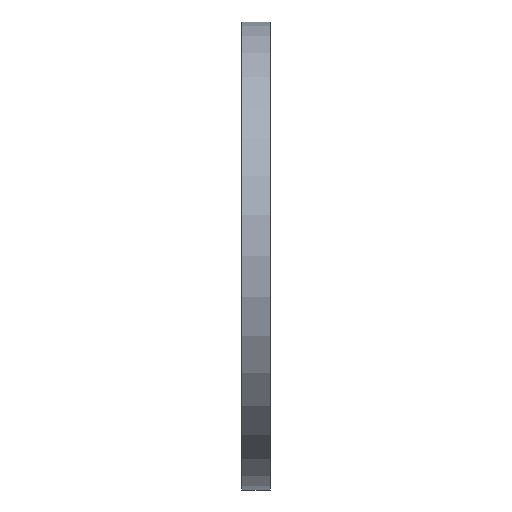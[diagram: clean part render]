
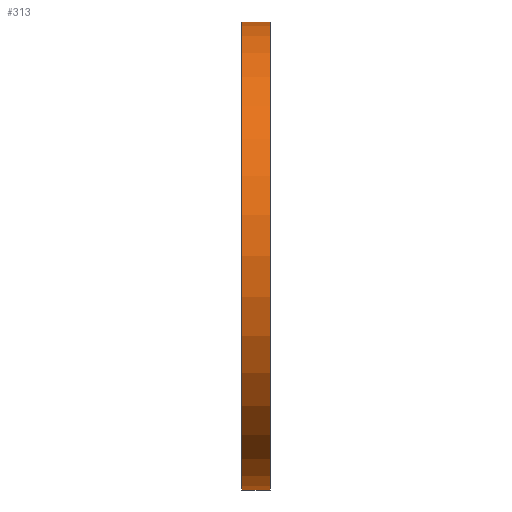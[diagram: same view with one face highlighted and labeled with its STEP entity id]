
A CAD part, front view. The second image highlights one B-rep face of the part: STEP entity #313.
In plain terms, the highlighted cylindrical face has radius 5.298 mm (diameter 10.596 mm), a partial arc.
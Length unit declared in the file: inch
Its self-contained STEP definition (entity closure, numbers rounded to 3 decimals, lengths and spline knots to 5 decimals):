
#37 = EDGE_CURVE ( 'NONE', #593, #110, #703, .T. ) ;
#42 = VECTOR ( 'NONE', #768, 39.37008 ) ;
#68 = DIRECTION ( 'NONE',  ( 0., 0., -1. ) ) ;
#97 = ORIENTED_EDGE ( 'NONE', *, *, #739, .F. ) ;
#110 = VERTEX_POINT ( 'NONE', #722 ) ;
#142 = AXIS2_PLACEMENT_3D ( 'NONE', #489, #423, #68 ) ;
#143 = ORIENTED_EDGE ( 'NONE', *, *, #37, .T. ) ;
#158 = CARTESIAN_POINT ( 'NONE',  ( 0.0125, -0.01041, 0.20859 ) ) ;
#161 = EDGE_LOOP ( 'NONE', ( #97, #249, #318, #143 ) ) ;
#173 = DIRECTION ( 'NONE',  ( 0., 0., -1. ) ) ;
#202 = LINE ( 'NONE', #158, #42 ) ;
#218 = EDGE_CURVE ( 'NONE', #353, #593, #202, .T. ) ;
#247 = CARTESIAN_POINT ( 'NONE',  ( 0.0125, -0.01041, -0.20859 ) ) ;
#249 = ORIENTED_EDGE ( 'NONE', *, *, #665, .F. ) ;
#267 = CYLINDRICAL_SURFACE ( 'NONE', #709, 0.20859 ) ;
#313 = ADVANCED_FACE ( 'NONE', ( #751 ), #267, .T. ) ;
#318 = ORIENTED_EDGE ( 'NONE', *, *, #218, .T. ) ;
#332 = VECTOR ( 'NONE', #415, 39.37008 ) ;
#339 = AXIS2_PLACEMENT_3D ( 'NONE', #480, #656, #173 ) ;
#353 = VERTEX_POINT ( 'NONE', #394 ) ;
#362 = CIRCLE ( 'NONE', #142, 0.20859 ) ;
#394 = CARTESIAN_POINT ( 'NONE',  ( 0.0125, -0.01041, 0.20859 ) ) ;
#397 = CARTESIAN_POINT ( 'NONE',  ( -0.0125, -0.01041, 0.20859 ) ) ;
#415 = DIRECTION ( 'NONE',  ( -1., 0., 0. ) ) ;
#423 = DIRECTION ( 'NONE',  ( 1., 0., 0. ) ) ;
#480 = CARTESIAN_POINT ( 'NONE',  ( -0.0125, -0.01041, 0. ) ) ;
#489 = CARTESIAN_POINT ( 'NONE',  ( 0.0125, -0.01041, 0. ) ) ;
#510 = DIRECTION ( 'NONE',  ( 0., 0., 1. ) ) ;
#546 = CARTESIAN_POINT ( 'NONE',  ( 0.0125, -0.01041, -0.20859 ) ) ;
#575 = CARTESIAN_POINT ( 'NONE',  ( 0.0125, -0.01041, 0. ) ) ;
#593 = VERTEX_POINT ( 'NONE', #397 ) ;
#640 = DIRECTION ( 'NONE',  ( -1., 0., 0. ) ) ;
#656 = DIRECTION ( 'NONE',  ( 1., 0., 0. ) ) ;
#665 = EDGE_CURVE ( 'NONE', #353, #726, #362, .T. ) ;
#685 = LINE ( 'NONE', #247, #332 ) ;
#703 = CIRCLE ( 'NONE', #339, 0.20859 ) ;
#709 = AXIS2_PLACEMENT_3D ( 'NONE', #575, #640, #510 ) ;
#722 = CARTESIAN_POINT ( 'NONE',  ( -0.0125, -0.01041, -0.20859 ) ) ;
#726 = VERTEX_POINT ( 'NONE', #546 ) ;
#739 = EDGE_CURVE ( 'NONE', #726, #110, #685, .T. ) ;
#751 = FACE_OUTER_BOUND ( 'NONE', #161, .T. ) ;
#768 = DIRECTION ( 'NONE',  ( -1., 0., 0. ) ) ;
